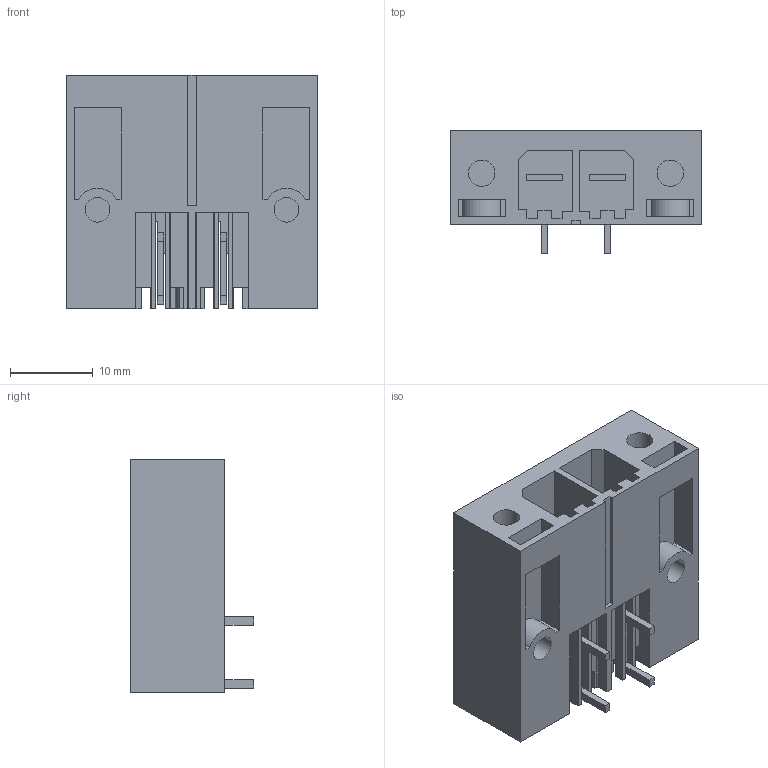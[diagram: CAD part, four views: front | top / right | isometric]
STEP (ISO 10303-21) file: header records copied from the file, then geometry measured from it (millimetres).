
FILE_DESCRIPTION(('CATIA V5 STEP Exchange','CAx-IF Rec.Pracs.--- Model Styling and Organization---1.2---2011-12-15'),'2;1');
FILE_NAME ('D1459442_0_1931370000_1931370000.stp','2017-04-28T06:55:49+00:00',('none'),('Weidmueller'),'CATIA Version 5-6 Release 2014','CATIA V5 STEP AP214','none');
FILE_SCHEMA(('AUTOMOTIVE_DESIGN { 1 0 10303 214 1 1 1 1 }'));
Length unit declared in the file: millimetre
Products named in the file (1): 1931370000
Bounding box: 30.48 x 14.9 x 28.3 mm (x, y, z)
Volume: 5720.2 mm3; surface area: 7108.4 mm2
Topology: 3 solids, 3 shells, 248 faces, 681 edges, 454 vertices
Faces by surface type: plane 220, cylinder 28
Entity records: 7759 total; most frequent: CARTESIAN_POINT 1371, ORIENTED_EDGE 1362, DIRECTION 1083, EDGE_CURVE 681, VECTOR 623, LINE 623, VERTEX_POINT 454, EDGE_LOOP 271
